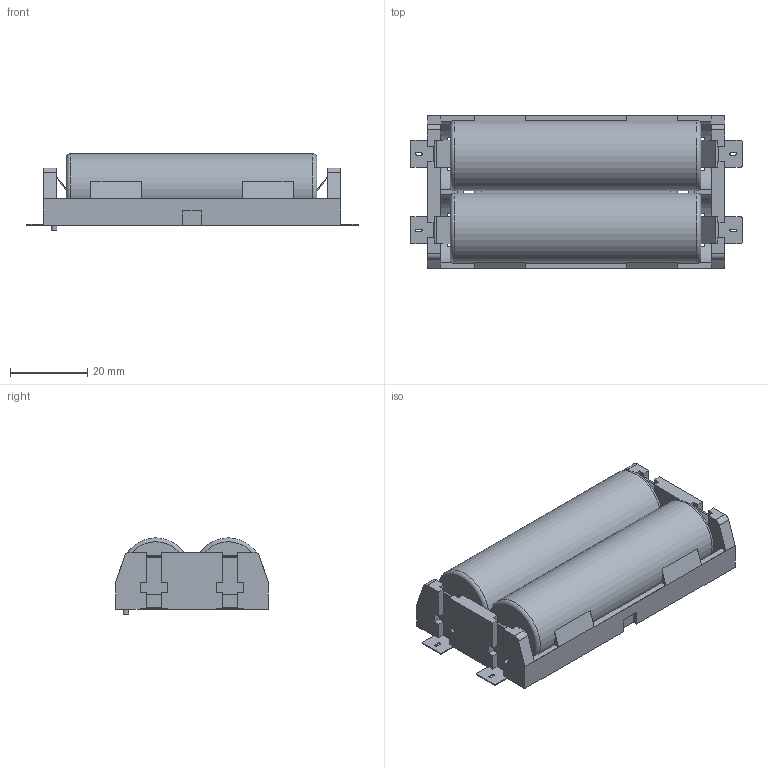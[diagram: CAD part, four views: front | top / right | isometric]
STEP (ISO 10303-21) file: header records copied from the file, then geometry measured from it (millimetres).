
FILE_DESCRIPTION(/* description */ (''),/* implementation_level */ '2;1');
FILE_NAME(/* name */ 'BLM-18650SMT-2_Model v8.step',/* time_stamp */ '2021-02-20T12:59:35-06:00',/* author */ (''),/* organization */ (''),/* preprocessor_version */ 'ST-DEVELOPER v18.1',/* originating_system */ 'Autodesk Translation Framework v9.7.1.1290',/* authorisation */ '');
FILE_SCHEMA (('AUTOMOTIVE_DESIGN { 1 0 10303 214 3 1 1 }'));
Length unit declared in the file: millimetre
Products named in the file (4): BLM-18650SMT-2_Model; Tray Body; Tabs; Batteries
Assembly tree (3 placements, depth 2):
  BLM-18650SMT-2_Model
    Tray Body
    Tabs
    Batteries
Bounding box: 86.14 x 39.66 x 19.77 mm (x, y, z)
Volume: 43361.5 mm3; surface area: 18848.8 mm2
Topology: 7 solids, 7 shells, 369 faces, 1031 edges, 682 vertices
Faces by surface type: plane 272, cylinder 67, bspline 26, torus 4
Full cylindrical faces by diameter (mm): 1.5 x1, 3 x2, 18.25 x2
Entity records: 12178 total; most frequent: CARTESIAN_POINT 2532, ORIENTED_EDGE 2062, DIRECTION 1847, EDGE_CURVE 1031, LINE 813, VECTOR 813, VERTEX_POINT 682, AXIS2_PLACEMENT_3D 517
